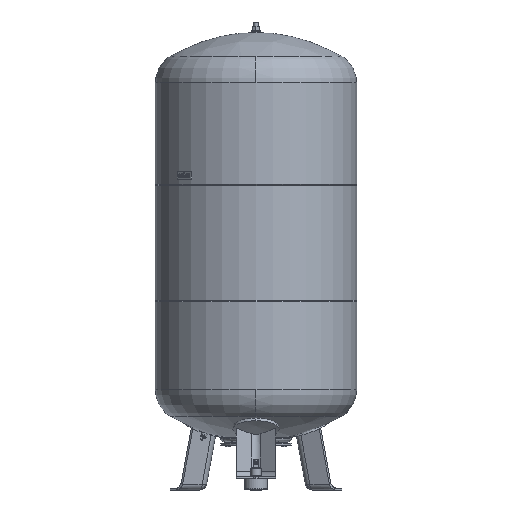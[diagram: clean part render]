
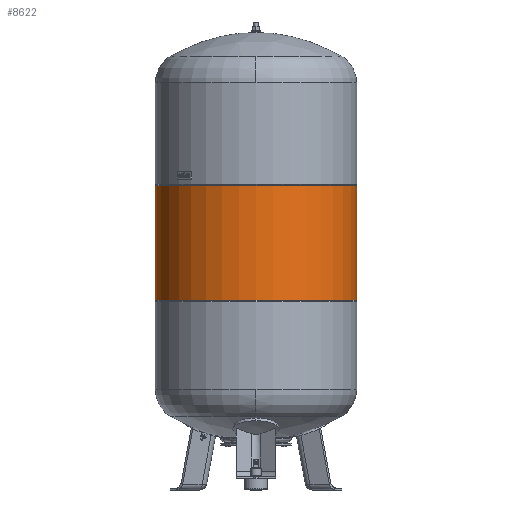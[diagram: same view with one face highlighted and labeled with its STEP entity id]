
A CAD part, front view. The second image highlights one B-rep face of the part: STEP entity #8622.
In plain terms, the highlighted cylindrical face has radius 370 mm (diameter 740 mm), a partial arc.
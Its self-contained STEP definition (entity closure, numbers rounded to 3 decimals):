
#8581=CARTESIAN_POINT('',(0.,0.0,907.886));
#8582=DIRECTION('',(0.,0.0,1.0));
#8583=DIRECTION('',(1.0,0.0,0.0));
#8584=AXIS2_PLACEMENT_3D('',#8581,#8582,#8583);
#8585=CYLINDRICAL_SURFACE('',#8584,370.);
#8586=CARTESIAN_POINT('',(370.,0.0,1118.667));
#8587=VERTEX_POINT('',#8586);
#8588=CARTESIAN_POINT('',(370.,0.0,697.105));
#8589=VERTEX_POINT('',#8588);
#8590=CARTESIAN_POINT('',(370.,0.0,1118.667));
#8591=DIRECTION('',(0.0,0.0,-1.0));
#8592=VECTOR('',#8591,421.562);
#8593=LINE('',#8590,#8592);
#8594=EDGE_CURVE('',#8587,#8589,#8593,.T.);
#8595=ORIENTED_EDGE('',*,*,#8594,.F.);
#8596=CARTESIAN_POINT('',(-370.,0.,1118.667));
#8597=VERTEX_POINT('',#8596);
#8598=CARTESIAN_POINT('',(0.,0.0,1118.667));
#8599=DIRECTION('',(0.0,0.0,1.0));
#8600=DIRECTION('',(1.0,0.0,0.0));
#8601=AXIS2_PLACEMENT_3D('',#8598,#8599,#8600);
#8602=CIRCLE('',#8601,370.);
#8603=EDGE_CURVE('',#8597,#8587,#8602,.T.);
#8604=ORIENTED_EDGE('',*,*,#8603,.F.);
#8605=CARTESIAN_POINT('',(-370.,0.,697.105));
#8606=VERTEX_POINT('',#8605);
#8607=CARTESIAN_POINT('',(-370.,0.,1118.667));
#8608=DIRECTION('',(0.0,0.0,-1.0));
#8609=VECTOR('',#8608,421.562);
#8610=LINE('',#8607,#8609);
#8611=EDGE_CURVE('',#8597,#8606,#8610,.T.);
#8612=ORIENTED_EDGE('',*,*,#8611,.T.);
#8613=CARTESIAN_POINT('',(0.,0.0,697.105));
#8614=DIRECTION('',(0.0,0.0,1.0));
#8615=DIRECTION('',(1.0,0.0,0.0));
#8616=AXIS2_PLACEMENT_3D('',#8613,#8614,#8615);
#8617=CIRCLE('',#8616,370.);
#8618=EDGE_CURVE('',#8606,#8589,#8617,.T.);
#8619=ORIENTED_EDGE('',*,*,#8618,.T.);
#8620=EDGE_LOOP('',(#8595,#8604,#8612,#8619));
#8621=FACE_OUTER_BOUND('',#8620,.T.);
#8622=ADVANCED_FACE('',(#8621),#8585,.T.);
